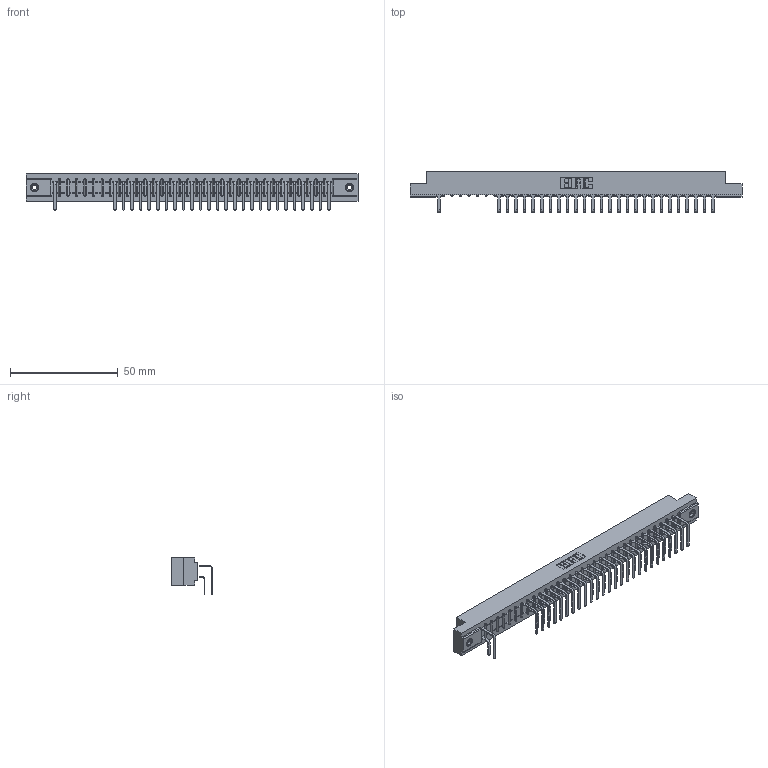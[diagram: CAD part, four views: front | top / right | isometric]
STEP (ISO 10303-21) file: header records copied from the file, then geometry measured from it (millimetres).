
FILE_DESCRIPTION (( 'STEP AP203' ), '1' );
FILE_NAME ('307-033-558-108.STEP', '2018-08-04T23:36:30', ( '' ), ( '' ), 'SwSTEP 2.0', 'SolidWorks 2016', '' );
FILE_SCHEMA (( 'CONFIG_CONTROL_DESIGN' ));
Length unit declared in the file: inch
Products named in the file (5): 307 Part_.156 Dia Mounting Holes; 307-290-001_558 559 - 1 (Single); 307-290-001_558 - 2 (Single); 345-250-001_345-250-003-102; 307-033-558-108
Assembly tree (56 placements, depth 2):
  307-033-558-108
    307 Part_.156 Dia Mounting Holes
    307-290-001_558 559 - 1 (Single)  x26
    307-290-001_558 - 2 (Single)  x27
    345-250-001_345-250-003-102  x2
Bounding box: 153.77 x 18.96 x 16.8 mm (x, y, z)
Volume: 16349.8 mm3; surface area: 20118.2 mm2
Topology: 56 solids, 56 shells, 2992 faces, 8401 edges, 5430 vertices
Faces by surface type: plane 1929, cylinder 979, sphere 68, cone 12, torus 4
Entity records: 32672 total; most frequent: CARTESIAN_POINT 5389, ORIENTED_EDGE 5346, DIRECTION 5277, EDGE_CURVE 2673, VECTOR 2045, LINE 2045, VERTEX_POINT 1728, AXIS2_PLACEMENT_3D 1616
